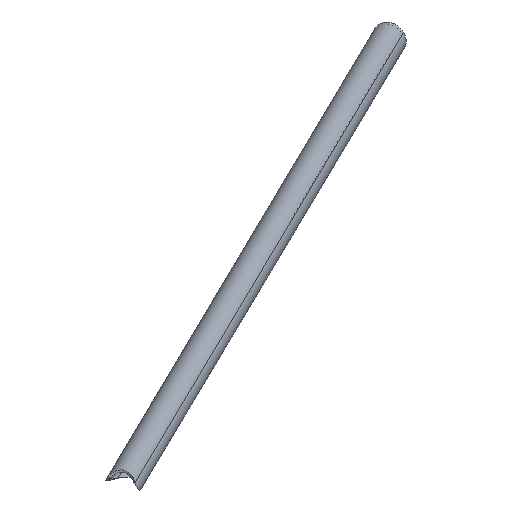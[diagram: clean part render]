
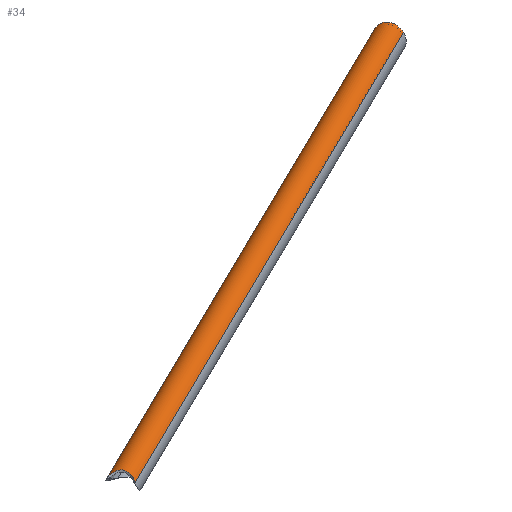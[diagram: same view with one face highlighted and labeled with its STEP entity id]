
A CAD part, left-side view. The second image highlights one B-rep face of the part: STEP entity #34.
In plain terms, the highlighted cylindrical face has radius 12.5 mm (diameter 25 mm), a partial arc.
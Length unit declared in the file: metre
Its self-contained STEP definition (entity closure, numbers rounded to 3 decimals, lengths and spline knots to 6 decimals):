
#34=ADVANCED_FACE('',(#67),#68,.T.);
#67=FACE_OUTER_BOUND('',#97,.T.);
#68=CYLINDRICAL_SURFACE('',#98,0.0125);
#97=EDGE_LOOP('',(#163,#164,#165,#166,#167,#168));
#98=AXIS2_PLACEMENT_3D('',#169,#170,#171);
#163=ORIENTED_EDGE('',*,*,#226,.F.);
#164=ORIENTED_EDGE('',*,*,#227,.F.);
#165=ORIENTED_EDGE('',*,*,#228,.F.);
#166=ORIENTED_EDGE('',*,*,#229,.F.);
#167=ORIENTED_EDGE('',*,*,#230,.F.);
#168=ORIENTED_EDGE('',*,*,#231,.F.);
#169=CARTESIAN_POINT('',(-0.812176,0.215186,0.468021));
#170=DIRECTION('',(-0.901,0.222,-0.372));
#171=DIRECTION('',(0.372,0.836,-0.403));
#226=EDGE_CURVE('',#259,#260,#261,.T.);
#227=EDGE_CURVE('0:217',#262,#259,#263,.T.);
#228=EDGE_CURVE('',#264,#262,#265,.T.);
#229=EDGE_CURVE('',#266,#264,#267,.T.);
#230=EDGE_CURVE('0:226',#268,#266,#269,.F.);
#231=EDGE_CURVE('',#260,#268,#270,.F.);
#259=VERTEX_POINT('',#380);
#260=VERTEX_POINT('',#381);
#261=LINE('',#382,#383);
#262=VERTEX_POINT('',#384);
#263=B_SPLINE_CURVE_WITH_KNOTS('',3,(#385,#386,#387,#388,#389,#390,#391,#392,#393,#394,#395,#396,#397,#398,#399,#400,#401,#402,#403,#404,#405,#406,#407,#408,#409,#410,#411,#412,#413,#414,#415,#416,#417,#418,#419,#420,#421,#422,#423,#424,#425,#426,#427,#428,#429,#430,#431),.UNSPECIFIED.,.F.,.F.,(4,2,2,1,1,2,2,2,2,2,2,2,2,2,2,2,2,2,2,2,2,1,2,2,4),(0.0,6.547706,13.095412,19.643118,26.190824,39.286235,52.381647,58.929353,65.477059,72.024765,76.117081,78.572471,81.02786,83.48325,86.757103,91.667882,98.215588,104.763294,120.565805,136.368316,144.269571,152.170827,158.096768,164.02271,167.973338),.UNSPECIFIED.);
#264=VERTEX_POINT('',#432);
#265=B_SPLINE_CURVE_WITH_KNOTS('',3,(#433,#434,#435,#436,#437,#438,#439,#440,#441,#442,#443,#444,#445,#446,#447,#448,#449,#450,#451),.UNSPECIFIED.,.F.,.F.,(4,2,2,2,2,2,2,2,1,4),(0.0,6.257216,12.514432,16.685909,20.857386,25.028863,29.20034,33.371818,38.684264,43.99671),.UNSPECIFIED.);
#266=VERTEX_POINT('',#452);
#267=LINE('',#453,#454);
#268=VERTEX_POINT('',#455);
#269=B_SPLINE_CURVE_WITH_KNOTS('',3,(#456,#457,#458,#459,#460,#461,#462,#463,#464,#465,#466,#467,#468),.UNSPECIFIED.,.F.,.F.,(4,1,2,2,2,2,4),(97.016495,99.537422,103.096464,110.214548,117.332632,120.891674,124.450716),.UNSPECIFIED.);
#270=B_SPLINE_CURVE_WITH_KNOTS('',3,(#469,#470,#471,#472,#473,#474,#475,#476,#477,#478,#479,#480,#481,#482,#483),.UNSPECIFIED.,.F.,.F.,(4,2,2,1,2,2,2,4),(0.0,4.219128,8.438255,12.657383,16.876511,25.314766,29.533894,32.776287),.UNSPECIFIED.);
#380=CARTESIAN_POINT('',(-1.394225,0.370022,0.220671));
#381=CARTESIAN_POINT('',(-0.664985,0.190559,0.521851));
#382=CARTESIAN_POINT('',(-0.807523,0.225637,0.462982));
#383=VECTOR('',#741,1.0);
#384=CARTESIAN_POINT('',(-1.429608,0.377529,0.219965));
#385=CARTESIAN_POINT('',(-1.429608,0.377529,0.219965));
#386=CARTESIAN_POINT('',(-1.42815,0.377818,0.219577));
#387=CARTESIAN_POINT('',(-1.426611,0.377869,0.219322));
#388=CARTESIAN_POINT('',(-1.42354,0.377751,0.219005));
#389=CARTESIAN_POINT('',(-1.422,0.377582,0.218937));
#390=CARTESIAN_POINT('',(-1.41894,0.377139,0.2189));
#391=CARTESIAN_POINT('',(-1.415897,0.376585,0.21896));
#392=CARTESIAN_POINT('',(-1.409879,0.375205,0.219292));
#393=CARTESIAN_POINT('',(-1.405428,0.373933,0.21967));
#394=CARTESIAN_POINT('',(-1.39956,0.372051,0.220189));
#395=CARTESIAN_POINT('',(-1.396655,0.371015,0.220459));
#396=CARTESIAN_POINT('',(-1.392373,0.369267,0.220832));
#397=CARTESIAN_POINT('',(-1.390958,0.368651,0.220951));
#398=CARTESIAN_POINT('',(-1.388167,0.367329,0.221168));
#399=CARTESIAN_POINT('',(-1.386792,0.366624,0.221265));
#400=CARTESIAN_POINT('',(-1.384113,0.365073,0.221417));
#401=CARTESIAN_POINT('',(-1.382806,0.364232,0.221473));
#402=CARTESIAN_POINT('',(-1.380851,0.362642,0.221479));
#403=CARTESIAN_POINT('',(-1.380136,0.361977,0.221462));
#404=CARTESIAN_POINT('',(-1.379184,0.360752,0.221357));
#405=CARTESIAN_POINT('',(-1.378869,0.360252,0.221299));
#406=CARTESIAN_POINT('',(-1.378459,0.359172,0.221118));
#407=CARTESIAN_POINT('',(-1.378375,0.358587,0.220993));
#408=CARTESIAN_POINT('',(-1.378573,0.357485,0.220683));
#409=CARTESIAN_POINT('',(-1.378847,0.356985,0.220504));
#410=CARTESIAN_POINT('',(-1.379681,0.356009,0.220094));
#411=CARTESIAN_POINT('',(-1.380296,0.355577,0.219863));
#412=CARTESIAN_POINT('',(-1.381902,0.354682,0.219317));
#413=CARTESIAN_POINT('',(-1.382949,0.354297,0.219011));
#414=CARTESIAN_POINT('',(-1.385436,0.353557,0.218328));
#415=CARTESIAN_POINT('',(-1.386898,0.353259,0.217963));
#416=CARTESIAN_POINT('',(-1.389845,0.352789,0.217265));
#417=CARTESIAN_POINT('',(-1.391331,0.352619,0.216933));
#418=CARTESIAN_POINT('',(-1.396428,0.352182,0.215843));
#419=CARTESIAN_POINT('',(-1.400079,0.352106,0.215144));
#420=CARTESIAN_POINT('',(-1.40739,0.352193,0.213904));
#421=CARTESIAN_POINT('',(-1.41107,0.352361,0.213355));
#422=CARTESIAN_POINT('',(-1.416605,0.352753,0.212755));
#423=CARTESIAN_POINT('',(-1.418455,0.352908,0.212593));
#424=CARTESIAN_POINT('',(-1.422157,0.35327,0.212404));
#425=CARTESIAN_POINT('',(-1.425403,0.353632,0.212351));
#426=CARTESIAN_POINT('',(-1.428624,0.354126,0.212717));
#427=CARTESIAN_POINT('',(-1.43132,0.354659,0.213316));
#428=CARTESIAN_POINT('',(-1.432636,0.354979,0.213767));
#429=CARTESIAN_POINT('',(-1.434588,0.355724,0.214862));
#430=CARTESIAN_POINT('',(-1.435301,0.356082,0.215391));
#431=CARTESIAN_POINT('',(-1.435909,0.356517,0.215977));
#432=CARTESIAN_POINT('',(-1.43532,0.356944,0.217619));
#433=CARTESIAN_POINT('',(-1.435909,0.356517,0.215977));
#434=CARTESIAN_POINT('',(-1.435473,0.356826,0.21738));
#435=CARTESIAN_POINT('',(-1.434886,0.357251,0.218705));
#436=CARTESIAN_POINT('',(-1.433622,0.358371,0.22118));
#437=CARTESIAN_POINT('',(-1.432938,0.359067,0.222333));
#438=CARTESIAN_POINT('',(-1.431807,0.360511,0.224022));
#439=CARTESIAN_POINT('',(-1.431357,0.361164,0.224634));
#440=CARTESIAN_POINT('',(-1.430506,0.362633,0.225666));
#441=CARTESIAN_POINT('',(-1.430106,0.36345,0.226084));
#442=CARTESIAN_POINT('',(-1.429415,0.365207,0.226641));
#443=CARTESIAN_POINT('',(-1.429125,0.366146,0.226778));
#444=CARTESIAN_POINT('',(-1.428702,0.368037,0.22674));
#445=CARTESIAN_POINT('',(-1.428568,0.368986,0.226568));
#446=CARTESIAN_POINT('',(-1.428441,0.370794,0.225978));
#447=CARTESIAN_POINT('',(-1.428447,0.371655,0.225563));
#448=CARTESIAN_POINT('',(-1.428572,0.373469,0.224442));
#449=CARTESIAN_POINT('',(-1.428872,0.375351,0.222899));
#450=CARTESIAN_POINT('',(-1.429357,0.376867,0.220987));
#451=CARTESIAN_POINT('',(-1.429608,0.377529,0.219965));
#452=CARTESIAN_POINT('',(-0.664515,0.167252,0.535966));
#453=CARTESIAN_POINT('',(-0.816829,0.204736,0.473059));
#454=VECTOR('',#742,1.0);
#455=CARTESIAN_POINT('',(-0.660474,0.183444,0.54227));
#456=CARTESIAN_POINT('',(-0.664514,0.167252,0.535965));
#457=CARTESIAN_POINT('',(-0.664672,0.16757,0.53648));
#458=CARTESIAN_POINT('',(-0.664962,0.168423,0.537699));
#459=CARTESIAN_POINT('',(-0.665023,0.169448,0.538816));
#460=CARTESIAN_POINT('',(-0.664911,0.171371,0.540618));
#461=CARTESIAN_POINT('',(-0.664542,0.172814,0.541603));
#462=CARTESIAN_POINT('',(-0.663463,0.175797,0.542978));
#463=CARTESIAN_POINT('',(-0.662748,0.17734,0.543379));
#464=CARTESIAN_POINT('',(-0.661719,0.179664,0.543421));
#465=CARTESIAN_POINT('',(-0.661387,0.180441,0.54334));
#466=CARTESIAN_POINT('',(-0.660829,0.181973,0.542963));
#467=CARTESIAN_POINT('',(-0.660607,0.182728,0.542664));
#468=CARTESIAN_POINT('',(-0.660474,0.183444,0.54227));
#469=CARTESIAN_POINT('',(-0.660474,0.183444,0.54227));
#470=CARTESIAN_POINT('',(-0.660317,0.184292,0.541802));
#471=CARTESIAN_POINT('',(-0.660284,0.185103,0.54119));
#472=CARTESIAN_POINT('',(-0.660429,0.186573,0.539799));
#473=CARTESIAN_POINT('',(-0.660599,0.187232,0.539026));
#474=CARTESIAN_POINT('',(-0.661033,0.18841,0.537403));
#475=CARTESIAN_POINT('',(-0.66156,0.189447,0.535698));
#476=CARTESIAN_POINT('',(-0.662157,0.190227,0.533883));
#477=CARTESIAN_POINT('',(-0.663053,0.191198,0.53109));
#478=CARTESIAN_POINT('',(-0.663655,0.19159,0.529132));
#479=CARTESIAN_POINT('',(-0.66438,0.191613,0.526124));
#480=CARTESIAN_POINT('',(-0.664593,0.191524,0.525109));
#481=CARTESIAN_POINT('',(-0.664867,0.191139,0.523339));
#482=CARTESIAN_POINT('',(-0.664952,0.190894,0.522576));
#483=CARTESIAN_POINT('',(-0.664985,0.190559,0.521851));
#741=DIRECTION('',(0.901,-0.222,0.372));
#742=DIRECTION('',(-0.901,0.222,-0.372));
